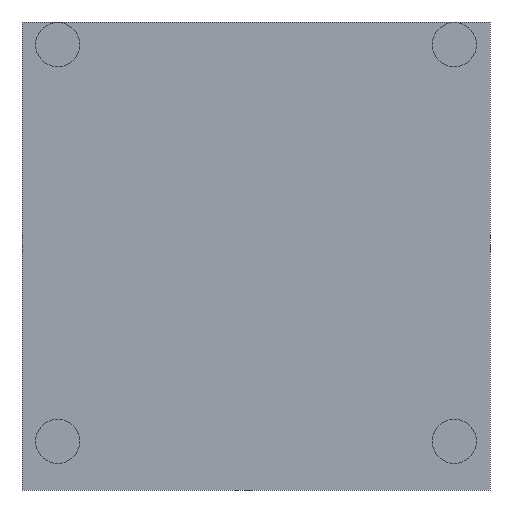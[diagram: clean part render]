
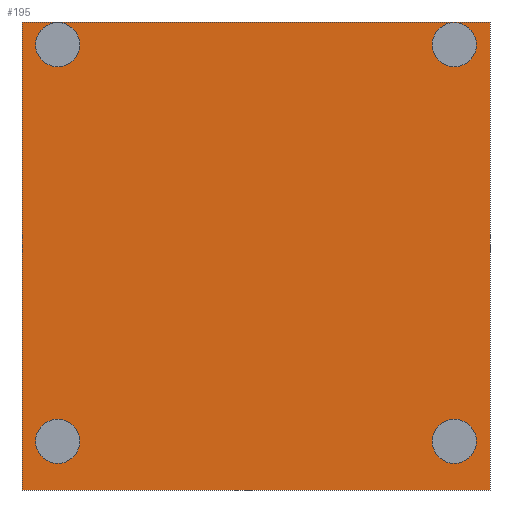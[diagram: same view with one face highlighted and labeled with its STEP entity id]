
A CAD part, front view. The second image highlights one B-rep face of the part: STEP entity #195.
In plain terms, the highlighted planar face has unit normal (0, -1, 0).
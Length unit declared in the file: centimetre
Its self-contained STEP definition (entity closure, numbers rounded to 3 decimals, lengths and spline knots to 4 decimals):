
#15=FACE_BOUND('',#46,.T.);
#16=FACE_BOUND('',#47,.T.);
#17=FACE_BOUND('',#48,.T.);
#18=FACE_BOUND('',#49,.T.);
#20=PLANE('',#225);
#31=FACE_OUTER_BOUND('',#45,.T.);
#45=EDGE_LOOP('',(#146,#147,#148,#149));
#46=EDGE_LOOP('',(#150));
#47=EDGE_LOOP('',(#151));
#48=EDGE_LOOP('',(#152));
#49=EDGE_LOOP('',(#153));
#62=LINE('',#316,#78);
#63=LINE('',#318,#79);
#64=LINE('',#320,#80);
#65=LINE('',#321,#81);
#78=VECTOR('',#256,1.);
#79=VECTOR('',#257,1.);
#80=VECTOR('',#258,1.);
#81=VECTOR('',#259,1.);
#93=CIRCLE('',#222,0.17);
#95=CIRCLE('',#226,0.17);
#96=CIRCLE('',#227,0.17);
#97=CIRCLE('',#228,0.17);
#101=VERTEX_POINT('',#307);
#103=VERTEX_POINT('',#314);
#104=VERTEX_POINT('',#315);
#105=VERTEX_POINT('',#317);
#106=VERTEX_POINT('',#319);
#107=VERTEX_POINT('',#322);
#108=VERTEX_POINT('',#324);
#109=VERTEX_POINT('',#326);
#117=EDGE_CURVE('',#101,#101,#93,.T.);
#120=EDGE_CURVE('',#103,#104,#62,.T.);
#121=EDGE_CURVE('',#105,#103,#63,.T.);
#122=EDGE_CURVE('',#106,#105,#64,.T.);
#123=EDGE_CURVE('',#104,#106,#65,.T.);
#124=EDGE_CURVE('',#107,#107,#95,.T.);
#125=EDGE_CURVE('',#108,#108,#96,.T.);
#126=EDGE_CURVE('',#109,#109,#97,.T.);
#146=ORIENTED_EDGE('',*,*,#120,.F.);
#147=ORIENTED_EDGE('',*,*,#121,.F.);
#148=ORIENTED_EDGE('',*,*,#122,.F.);
#149=ORIENTED_EDGE('',*,*,#123,.F.);
#150=ORIENTED_EDGE('',*,*,#124,.T.);
#151=ORIENTED_EDGE('',*,*,#125,.T.);
#152=ORIENTED_EDGE('',*,*,#117,.F.);
#153=ORIENTED_EDGE('',*,*,#126,.T.);
#195=ADVANCED_FACE('',(#31,#15,#16,#17,#18),#20,.F.);
#222=AXIS2_PLACEMENT_3D('',#308,#247,#248);
#225=AXIS2_PLACEMENT_3D('',#313,#254,#255);
#226=AXIS2_PLACEMENT_3D('',#323,#260,#261);
#227=AXIS2_PLACEMENT_3D('',#325,#262,#263);
#228=AXIS2_PLACEMENT_3D('',#327,#264,#265);
#247=DIRECTION('center_axis',(0.,-1.,0.));
#248=DIRECTION('ref_axis',(-1.,0.,0.));
#254=DIRECTION('center_axis',(0.,1.,0.));
#255=DIRECTION('ref_axis',(-1.,0.,0.));
#256=DIRECTION('',(0.,0.,1.));
#257=DIRECTION('',(-1.,0.,0.));
#258=DIRECTION('',(0.,0.,-1.));
#259=DIRECTION('',(1.,0.,0.));
#260=DIRECTION('center_axis',(0.,1.,0.));
#261=DIRECTION('ref_axis',(-1.,0.,0.));
#262=DIRECTION('center_axis',(0.,1.,0.));
#263=DIRECTION('ref_axis',(-1.,0.,0.));
#264=DIRECTION('center_axis',(0.,1.,0.));
#265=DIRECTION('ref_axis',(-1.,0.,0.));
#307=CARTESIAN_POINT('',(1.695,1.3,43.625));
#308=CARTESIAN_POINT('Origin',(1.525,1.3,43.625));
#313=CARTESIAN_POINT('Origin',(0.,1.3,42.));
#314=CARTESIAN_POINT('',(-1.8,1.3,40.2));
#315=CARTESIAN_POINT('',(-1.8,1.3,43.8));
#316=CARTESIAN_POINT('',(-1.8,1.3,41.1));
#317=CARTESIAN_POINT('',(1.8,1.3,40.2));
#318=CARTESIAN_POINT('',(0.9,1.3,40.2));
#319=CARTESIAN_POINT('',(1.8,1.3,43.8));
#320=CARTESIAN_POINT('',(1.8,1.3,42.9));
#321=CARTESIAN_POINT('',(-0.9,1.3,43.8));
#322=CARTESIAN_POINT('',(-1.355,1.3,40.575));
#323=CARTESIAN_POINT('Origin',(-1.525,1.3,40.575));
#324=CARTESIAN_POINT('',(-1.355,1.3,43.625));
#325=CARTESIAN_POINT('Origin',(-1.525,1.3,43.625));
#326=CARTESIAN_POINT('',(1.695,1.3,40.575));
#327=CARTESIAN_POINT('Origin',(1.525,1.3,40.575));
